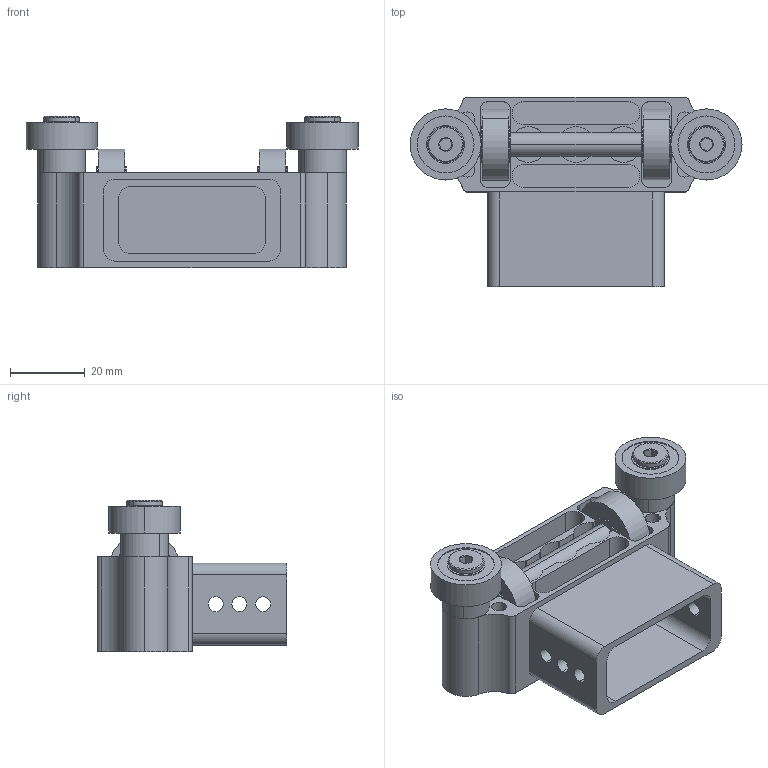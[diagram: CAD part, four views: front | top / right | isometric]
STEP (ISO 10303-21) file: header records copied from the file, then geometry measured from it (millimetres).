
FILE_DESCRIPTION (( 'STEP AP214' ), '1' );
FILE_NAME ('WCP-0199.step', '2022-01-07T20:54:19', ( '' ), ( '' ), 'SwSTEP 2.0', 'SolidWorks 2020', '' );
FILE_SCHEMA (( 'AUTOMOTIVE_DESIGN' ));
Length unit declared in the file: inch
Products named in the file (8): WCP-0199-003 Rev2_0.750 Bearing; WCP-0199-007 Rev2_0.750 Bearing; WCP-0199-001 Rev2; WCP-0474 Rev1; WCP-0039 Rev1; WCP-0199; WCP-0212_0_250_radial_bearing; WCP-0199-004 Rev2
Assembly tree (16 placements, depth 2):
  WCP-0199
    WCP-0199-001 Rev2
    WCP-0199-004 Rev2
    WCP-0199-003 Rev2_0.750 Bearing  x2
    WCP-0199-007 Rev2_0.750 Bearing  x2
    WCP-0474 Rev1  x2
    WCP-0212_0_250_radial_bearing  x4
    WCP-0039 Rev1  x4
Bounding box: 88.9 x 50.8 x 40.47 mm (x, y, z)
Volume: 40179.3 mm3; surface area: 34492.1 mm2
Topology: 16 solids, 16 shells, 531 faces, 1306 edges, 854 vertices
Faces by surface type: cylinder 306, plane 171, cone 44, bspline 6, torus 4
Entity records: 14283 total; most frequent: CARTESIAN_POINT 3940, DIRECTION 2176, ORIENTED_EDGE 1974, EDGE_CURVE 987, AXIS2_PLACEMENT_3D 848, VERTEX_POINT 649, VECTOR 480, LINE 480
